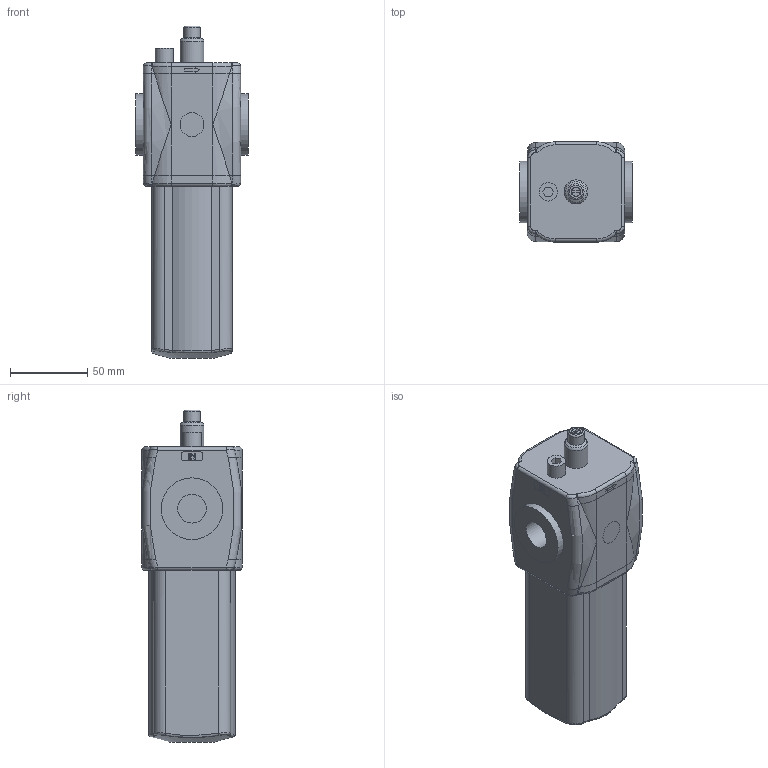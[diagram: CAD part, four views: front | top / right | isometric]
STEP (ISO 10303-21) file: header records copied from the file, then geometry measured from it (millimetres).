
FILE_DESCRIPTION((''),'2;1');
FILE_NAME('#173BL#.ipt.step','2010-08-25T14:09:47',(''),(''),'Autodesk Inventor 2010','Autodesk Inventor 2010','');
FILE_SCHEMA(('AUTOMOTIVE_DESIGN { 1 0 10303 214 1 1 1 1 }'));
Length unit declared in the file: millimetre
Products named in the file (1): #173BL#
Bounding box: 73 x 65 x 215.4 mm (x, y, z)
Volume: 616607.2 mm3; surface area: 52386.4 mm2
Topology: 2 solids, 2 shells, 226 faces, 535 edges, 336 vertices
Faces by surface type: plane 80, bspline 72, cylinder 48, torus 24, cone 2
Full cylindrical faces by diameter (mm): 5.6 x1, 6 x1, 10.5 x1, 12 x1, 15.5 x1, 23.8 x1, 28.8 x1, 40 x1
Entity records: 7606 total; most frequent: CARTESIAN_POINT 2711, ORIENTED_EDGE 1036, DIRECTION 856, EDGE_CURVE 518, VERTEX_POINT 334, AXIS2_PLACEMENT_3D 291, VECTOR 274, LINE 274
